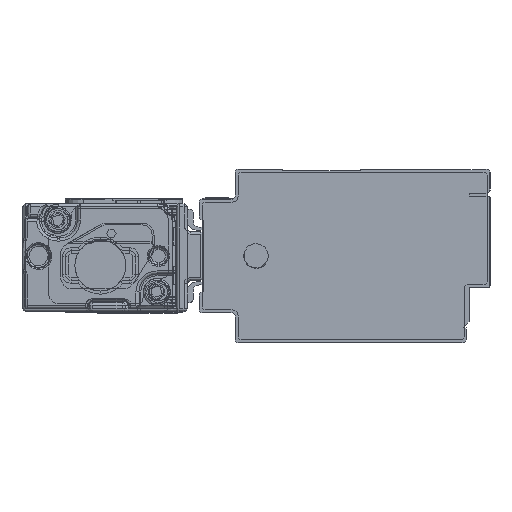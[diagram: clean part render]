
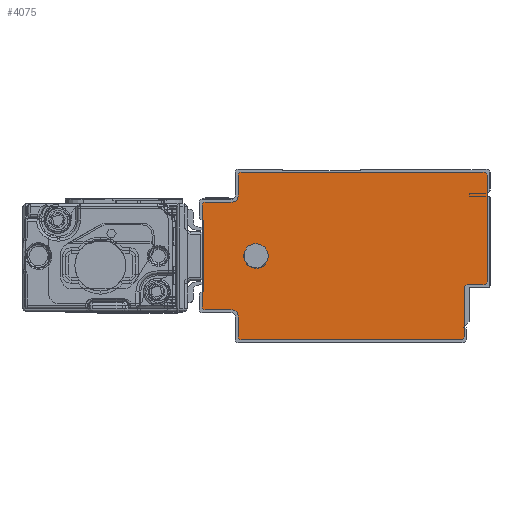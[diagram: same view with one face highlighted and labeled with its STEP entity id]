
A CAD part, left-side view. The second image highlights one B-rep face of the part: STEP entity #4075.
In plain terms, the highlighted planar face has unit normal (-1, 0, 0).
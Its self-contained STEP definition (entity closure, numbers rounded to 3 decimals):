
#1731=AXIS2_PLACEMENT_3D('Circle Axis2P3D',#1729,#1730,$) ;
#1769=AXIS2_PLACEMENT_3D('Circle Axis2P3D',#1767,#1768,$) ;
#1807=AXIS2_PLACEMENT_3D('Circle Axis2P3D',#1805,#1806,$) ;
#1845=AXIS2_PLACEMENT_3D('Circle Axis2P3D',#1843,#1844,$) ;
#3958=AXIS2_PLACEMENT_3D('Plane Axis2P3D',#3955,#3956,#3957) ;
#3962=AXIS2_PLACEMENT_3D('Circle Axis2P3D',#3960,#3961,$) ;
#3976=AXIS2_PLACEMENT_3D('Circle Axis2P3D',#3974,#3975,$) ;
#3990=AXIS2_PLACEMENT_3D('Circle Axis2P3D',#3988,#3989,$) ;
#4004=AXIS2_PLACEMENT_3D('Circle Axis2P3D',#4002,#4003,$) ;
#4018=AXIS2_PLACEMENT_3D('Circle Axis2P3D',#4016,#4017,$) ;
#4032=AXIS2_PLACEMENT_3D('Circle Axis2P3D',#4030,#4031,$) ;
#4059=AXIS2_PLACEMENT_3D('Circle Axis2P3D',#4057,#4058,$) ;
#4068=AXIS2_PLACEMENT_3D('Circle Axis2P3D',#4066,#4067,$) ;
#1687=CARTESIAN_POINT('Line Origine',(-2375.5,44.,14.5)) ;
#1691=CARTESIAN_POINT('Vertex',(-2375.5,44.,6.)) ;
#1693=CARTESIAN_POINT('Vertex',(-2375.5,44.,23.)) ;
#1729=CARTESIAN_POINT('Axis2P3D Location',(-2375.5,43.5,23.)) ;
#1733=CARTESIAN_POINT('Vertex',(-2375.5,43.5,23.5)) ;
#1748=CARTESIAN_POINT('Line Origine',(-2375.5,41.25,23.5)) ;
#1752=CARTESIAN_POINT('Vertex',(-2375.5,39.,23.5)) ;
#1767=CARTESIAN_POINT('Axis2P3D Location',(-2375.5,39.,24.5)) ;
#1771=CARTESIAN_POINT('Vertex',(-2375.5,38.,24.5)) ;
#1786=CARTESIAN_POINT('Line Origine',(-2375.5,38.,26.25)) ;
#1790=CARTESIAN_POINT('Vertex',(-2375.5,38.,28.)) ;
#1805=CARTESIAN_POINT('Axis2P3D Location',(-2375.5,37.5,28.)) ;
#1809=CARTESIAN_POINT('Vertex',(-2375.5,37.5,28.5)) ;
#1824=CARTESIAN_POINT('Line Origine',(-2375.5,17.25,28.5)) ;
#1828=CARTESIAN_POINT('Vertex',(-2375.5,-3.,28.5)) ;
#1843=CARTESIAN_POINT('Axis2P3D Location',(-2375.5,-3.,28.)) ;
#1847=CARTESIAN_POINT('Vertex',(-2375.5,-3.5,28.)) ;
#1862=CARTESIAN_POINT('Line Origine',(-2375.5,-3.5,19.1)) ;
#1866=CARTESIAN_POINT('Vertex',(-2375.5,-3.5,10.2)) ;
#3955=CARTESIAN_POINT('Axis2P3D Location',(-2375.5,0.,0.)) ;
#3960=CARTESIAN_POINT('Axis2P3D Location',(-2375.5,43.5,6.)) ;
#3964=CARTESIAN_POINT('Vertex',(-2375.5,43.5,5.5)) ;
#3967=CARTESIAN_POINT('Line Origine',(-2375.5,41.25,5.5)) ;
#3971=CARTESIAN_POINT('Vertex',(-2375.5,39.,5.5)) ;
#3974=CARTESIAN_POINT('Axis2P3D Location',(-2375.5,39.,4.5)) ;
#3978=CARTESIAN_POINT('Vertex',(-2375.5,38.,4.5)) ;
#3981=CARTESIAN_POINT('Line Origine',(-2375.5,38.,2.75)) ;
#3985=CARTESIAN_POINT('Vertex',(-2375.5,38.,1.)) ;
#3988=CARTESIAN_POINT('Axis2P3D Location',(-2375.5,37.5,1.)) ;
#3992=CARTESIAN_POINT('Vertex',(-2375.5,37.5,0.5)) ;
#3995=CARTESIAN_POINT('Line Origine',(-2375.5,19.15,0.5)) ;
#3999=CARTESIAN_POINT('Vertex',(-2375.5,0.8,0.5)) ;
#4002=CARTESIAN_POINT('Axis2P3D Location',(-2375.5,0.8,1.)) ;
#4006=CARTESIAN_POINT('Vertex',(-2375.5,0.3,1.)) ;
#4009=CARTESIAN_POINT('Line Origine',(-2375.5,0.3,5.1)) ;
#4013=CARTESIAN_POINT('Vertex',(-2375.5,0.3,9.2)) ;
#4016=CARTESIAN_POINT('Axis2P3D Location',(-2375.5,-0.2,9.2)) ;
#4020=CARTESIAN_POINT('Vertex',(-2375.5,-0.2,9.7)) ;
#4023=CARTESIAN_POINT('Line Origine',(-2375.5,-1.6,9.7)) ;
#4027=CARTESIAN_POINT('Vertex',(-2375.5,-3.,9.7)) ;
#4030=CARTESIAN_POINT('Axis2P3D Location',(-2375.5,-3.,10.2)) ;
#4057=CARTESIAN_POINT('Axis2P3D Location',(-2375.5,35.,14.5)) ;
#4061=CARTESIAN_POINT('Vertex',(-2375.5,33.186,13.509)) ;
#4063=CARTESIAN_POINT('Vertex',(-2375.5,36.814,15.491)) ;
#4066=CARTESIAN_POINT('Axis2P3D Location',(-2375.5,35.,14.5)) ;
#1688=DIRECTION('Vector Direction',(0.,0.,1.)) ;
#1730=DIRECTION('Axis2P3D Direction',(1.,0.,0.)) ;
#1749=DIRECTION('Vector Direction',(0.,1.,0.)) ;
#1768=DIRECTION('Axis2P3D Direction',(1.,0.,0.)) ;
#1787=DIRECTION('Vector Direction',(0.,0.,1.)) ;
#1806=DIRECTION('Axis2P3D Direction',(1.,0.,0.)) ;
#1825=DIRECTION('Vector Direction',(0.,1.,0.)) ;
#1844=DIRECTION('Axis2P3D Direction',(1.,0.,-0.)) ;
#1863=DIRECTION('Vector Direction',(0.,0.,-1.)) ;
#3956=DIRECTION('Axis2P3D Direction',(1.,0.,0.)) ;
#3957=DIRECTION('Axis2P3D XDirection',(0.,1.,0.)) ;
#3961=DIRECTION('Axis2P3D Direction',(1.,0.,0.)) ;
#3968=DIRECTION('Vector Direction',(0.,-1.,0.)) ;
#3975=DIRECTION('Axis2P3D Direction',(1.,0.,0.)) ;
#3982=DIRECTION('Vector Direction',(0.,0.,1.)) ;
#3989=DIRECTION('Axis2P3D Direction',(1.,0.,0.)) ;
#3996=DIRECTION('Vector Direction',(0.,-1.,0.)) ;
#4003=DIRECTION('Axis2P3D Direction',(1.,0.,0.)) ;
#4010=DIRECTION('Vector Direction',(0.,0.,-1.)) ;
#4017=DIRECTION('Axis2P3D Direction',(1.,0.,0.)) ;
#4024=DIRECTION('Vector Direction',(0.,1.,0.)) ;
#4031=DIRECTION('Axis2P3D Direction',(1.,0.,0.)) ;
#4058=DIRECTION('Axis2P3D Direction',(1.,0.,0.)) ;
#4067=DIRECTION('Axis2P3D Direction',(1.,0.,0.)) ;
#1689=VECTOR('Line Direction',#1688,1.) ;
#1750=VECTOR('Line Direction',#1749,1.) ;
#1788=VECTOR('Line Direction',#1787,1.) ;
#1826=VECTOR('Line Direction',#1825,1.) ;
#1864=VECTOR('Line Direction',#1863,1.) ;
#3969=VECTOR('Line Direction',#3968,1.) ;
#3983=VECTOR('Line Direction',#3982,1.) ;
#3997=VECTOR('Line Direction',#3996,1.) ;
#4011=VECTOR('Line Direction',#4010,1.) ;
#4025=VECTOR('Line Direction',#4024,1.) ;
#4036=ORIENTED_EDGE('',*,*,#1830,.F.) ;
#4037=ORIENTED_EDGE('',*,*,#1811,.F.) ;
#4038=ORIENTED_EDGE('',*,*,#1792,.F.) ;
#4039=ORIENTED_EDGE('',*,*,#1773,.F.) ;
#4040=ORIENTED_EDGE('',*,*,#1754,.F.) ;
#4041=ORIENTED_EDGE('',*,*,#1735,.F.) ;
#4042=ORIENTED_EDGE('',*,*,#1695,.F.) ;
#4043=ORIENTED_EDGE('',*,*,#3966,.F.) ;
#4044=ORIENTED_EDGE('',*,*,#3973,.F.) ;
#4045=ORIENTED_EDGE('',*,*,#3980,.F.) ;
#4046=ORIENTED_EDGE('',*,*,#3987,.F.) ;
#4047=ORIENTED_EDGE('',*,*,#3994,.F.) ;
#4048=ORIENTED_EDGE('',*,*,#4001,.F.) ;
#4049=ORIENTED_EDGE('',*,*,#4008,.F.) ;
#4050=ORIENTED_EDGE('',*,*,#4015,.F.) ;
#4051=ORIENTED_EDGE('',*,*,#4022,.F.) ;
#4052=ORIENTED_EDGE('',*,*,#4029,.F.) ;
#4053=ORIENTED_EDGE('',*,*,#4034,.F.) ;
#4054=ORIENTED_EDGE('',*,*,#1868,.F.) ;
#4055=ORIENTED_EDGE('',*,*,#1849,.F.) ;
#4072=ORIENTED_EDGE('',*,*,#4065,.T.) ;
#4073=ORIENTED_EDGE('',*,*,#4070,.T.) ;
#4074=FACE_BOUND('',#4071,.T.) ;
#4075=ADVANCED_FACE('\X2\FF8EFF9EFF83FF9EFF68FF70\X0\.2',(#4056,#4074),#3959,.F.) ;
#1732=CIRCLE('generated circle',#1731,0.5) ;
#1770=CIRCLE('generated circle',#1769,1.) ;
#1808=CIRCLE('generated circle',#1807,0.5) ;
#1846=CIRCLE('generated circle',#1845,0.5) ;
#3963=CIRCLE('generated circle',#3962,0.5) ;
#3977=CIRCLE('generated circle',#3976,1.) ;
#3991=CIRCLE('generated circle',#3990,0.5) ;
#4005=CIRCLE('generated circle',#4004,0.5) ;
#4019=CIRCLE('generated circle',#4018,0.5) ;
#4033=CIRCLE('generated circle',#4032,0.5) ;
#4060=CIRCLE('generated circle',#4059,2.067) ;
#4069=CIRCLE('generated circle',#4068,2.067) ;
#1695=EDGE_CURVE('',#1692,#1694,#1690,.T.) ;
#1735=EDGE_CURVE('',#1694,#1734,#1732,.T.) ;
#1754=EDGE_CURVE('',#1734,#1753,#1751,.F.) ;
#1773=EDGE_CURVE('',#1753,#1772,#1770,.F.) ;
#1792=EDGE_CURVE('',#1772,#1791,#1789,.T.) ;
#1811=EDGE_CURVE('',#1791,#1810,#1808,.T.) ;
#1830=EDGE_CURVE('',#1810,#1829,#1827,.F.) ;
#1849=EDGE_CURVE('',#1829,#1848,#1846,.T.) ;
#1868=EDGE_CURVE('',#1848,#1867,#1865,.T.) ;
#3966=EDGE_CURVE('',#3965,#1692,#3963,.T.) ;
#3973=EDGE_CURVE('',#3972,#3965,#3970,.F.) ;
#3980=EDGE_CURVE('',#3979,#3972,#3977,.F.) ;
#3987=EDGE_CURVE('',#3986,#3979,#3984,.T.) ;
#3994=EDGE_CURVE('',#3993,#3986,#3991,.T.) ;
#4001=EDGE_CURVE('',#4000,#3993,#3998,.F.) ;
#4008=EDGE_CURVE('',#4007,#4000,#4005,.T.) ;
#4015=EDGE_CURVE('',#4014,#4007,#4012,.T.) ;
#4022=EDGE_CURVE('',#4021,#4014,#4019,.F.) ;
#4029=EDGE_CURVE('',#4028,#4021,#4026,.T.) ;
#4034=EDGE_CURVE('',#1867,#4028,#4033,.T.) ;
#4065=EDGE_CURVE('',#4062,#4064,#4060,.T.) ;
#4070=EDGE_CURVE('',#4064,#4062,#4069,.T.) ;
#4035=EDGE_LOOP('',(#4036,#4037,#4038,#4039,#4040,#4041,#4042,#4043,#4044,#4045,#4046,#4047,#4048,#4049,#4050,#4051,#4052,#4053,#4054,#4055)) ;
#4071=EDGE_LOOP('',(#4072,#4073)) ;
#4056=FACE_OUTER_BOUND('',#4035,.T.) ;
#1690=LINE('Line',#1687,#1689) ;
#1751=LINE('Line',#1748,#1750) ;
#1789=LINE('Line',#1786,#1788) ;
#1827=LINE('Line',#1824,#1826) ;
#1865=LINE('Line',#1862,#1864) ;
#3970=LINE('Line',#3967,#3969) ;
#3984=LINE('Line',#3981,#3983) ;
#3998=LINE('Line',#3995,#3997) ;
#4012=LINE('Line',#4009,#4011) ;
#4026=LINE('Line',#4023,#4025) ;
#3959=PLANE('Plane',#3958) ;
#1692=VERTEX_POINT('',#1691) ;
#1694=VERTEX_POINT('',#1693) ;
#1734=VERTEX_POINT('',#1733) ;
#1753=VERTEX_POINT('',#1752) ;
#1772=VERTEX_POINT('',#1771) ;
#1791=VERTEX_POINT('',#1790) ;
#1810=VERTEX_POINT('',#1809) ;
#1829=VERTEX_POINT('',#1828) ;
#1848=VERTEX_POINT('',#1847) ;
#1867=VERTEX_POINT('',#1866) ;
#3965=VERTEX_POINT('',#3964) ;
#3972=VERTEX_POINT('',#3971) ;
#3979=VERTEX_POINT('',#3978) ;
#3986=VERTEX_POINT('',#3985) ;
#3993=VERTEX_POINT('',#3992) ;
#4000=VERTEX_POINT('',#3999) ;
#4007=VERTEX_POINT('',#4006) ;
#4014=VERTEX_POINT('',#4013) ;
#4021=VERTEX_POINT('',#4020) ;
#4028=VERTEX_POINT('',#4027) ;
#4062=VERTEX_POINT('',#4061) ;
#4064=VERTEX_POINT('',#4063) ;
